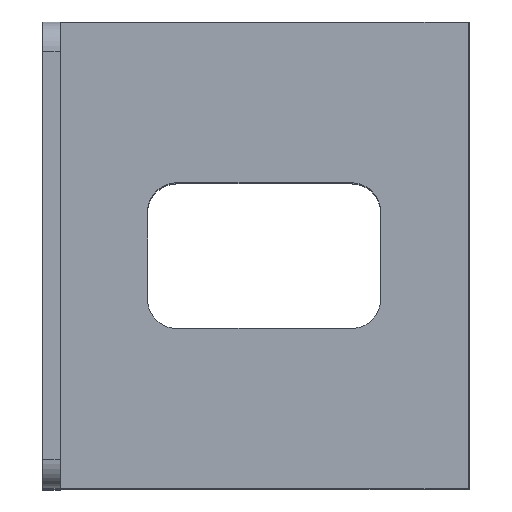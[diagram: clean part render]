
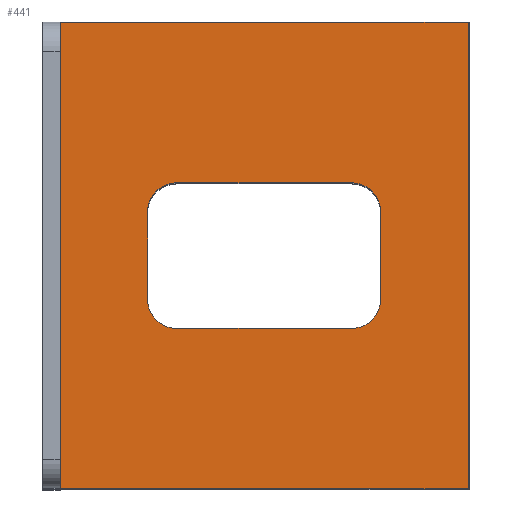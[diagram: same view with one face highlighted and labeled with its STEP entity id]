
A CAD part, top view. The second image highlights one B-rep face of the part: STEP entity #441.
In plain terms, the highlighted planar face has unit normal (0, 0, 1).
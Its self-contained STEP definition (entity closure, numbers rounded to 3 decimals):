
#9 = DIRECTION ( 'NONE',  ( 0., 0., 1. ) ) ;
#19 = CARTESIAN_POINT ( 'NONE',  ( -12.212, 50.481, -0.729 ) ) ;
#83 = CARTESIAN_POINT ( 'NONE',  ( -17.212, 30.481, -0.729 ) ) ;
#84 = ORIENTED_EDGE ( 'NONE', *, *, #832, .T. ) ;
#104 = VERTEX_POINT ( 'NONE', #2070 ) ;
#136 = AXIS2_PLACEMENT_3D ( 'NONE', #1743, #1337, #2551 ) ;
#137 = EDGE_CURVE ( 'NONE', #281, #669, #904, .T. ) ;
#144 = FACE_BOUND ( 'NONE', #1239, .T. ) ;
#187 = ORIENTED_EDGE ( 'NONE', *, *, #137, .F. ) ;
#188 = AXIS2_PLACEMENT_3D ( 'NONE', #1824, #9, #661 ) ;
#192 = EDGE_CURVE ( 'NONE', #2558, #104, #1858, .T. ) ;
#253 = ORIENTED_EDGE ( 'NONE', *, *, #1286, .F. ) ;
#260 = CARTESIAN_POINT ( 'NONE',  ( -12.212, 50.481, -0.729 ) ) ;
#281 = VERTEX_POINT ( 'NONE', #1648 ) ;
#286 = VERTEX_POINT ( 'NONE', #83 ) ;
#318 = VERTEX_POINT ( 'NONE', #688 ) ;
#376 = CARTESIAN_POINT ( 'NONE',  ( -52.212, 35.481, -0.729 ) ) ;
#387 = DIRECTION ( 'NONE',  ( 1., 0., 0. ) ) ;
#402 = LINE ( 'NONE', #2543, #2359 ) ;
#419 = CARTESIAN_POINT ( 'NONE',  ( -67.212, 3.041, -0.729 ) ) ;
#437 = LINE ( 'NONE', #2495, #1036 ) ;
#441 = ADVANCED_FACE ( 'NONE', ( #1145, #144 ), #1762, .T. ) ;
#442 = EDGE_CURVE ( 'NONE', #1463, #281, #2161, .T. ) ;
#455 = ORIENTED_EDGE ( 'NONE', *, *, #1934, .F. ) ;
#476 = VERTEX_POINT ( 'NONE', #522 ) ;
#515 = VECTOR ( 'NONE', #573, 1000. ) ;
#522 = CARTESIAN_POINT ( 'NONE',  ( -12.212, 35.481, -0.729 ) ) ;
#524 = CARTESIAN_POINT ( 'NONE',  ( -17.212, 50.481, -0.729 ) ) ;
#557 = VECTOR ( 'NONE', #2314, 1000. ) ;
#573 = DIRECTION ( 'NONE',  ( 0., -1., 0. ) ) ;
#574 = CARTESIAN_POINT ( 'NONE',  ( -52.212, 50.481, -0.729 ) ) ;
#639 = DIRECTION ( 'NONE',  ( 1., 0., 0. ) ) ;
#641 = ORIENTED_EDGE ( 'NONE', *, *, #2570, .T. ) ;
#661 = DIRECTION ( 'NONE',  ( 1., 0., 0. ) ) ;
#665 = ORIENTED_EDGE ( 'NONE', *, *, #792, .F. ) ;
#669 = VERTEX_POINT ( 'NONE', #1990 ) ;
#688 = CARTESIAN_POINT ( 'NONE',  ( 2.788, 82.981, -0.729 ) ) ;
#716 = LINE ( 'NONE', #781, #2279 ) ;
#717 = CARTESIAN_POINT ( 'NONE',  ( -67.212, 2.981, -0.729 ) ) ;
#726 = DIRECTION ( 'NONE',  ( -1., 0., 0. ) ) ;
#729 = DIRECTION ( 'NONE',  ( 1., 0., 0. ) ) ;
#739 = VECTOR ( 'NONE', #726, 1000. ) ;
#781 = CARTESIAN_POINT ( 'NONE',  ( -67.212, 2.981, -0.729 ) ) ;
#792 = EDGE_CURVE ( 'NONE', #476, #1644, #2480, .T. ) ;
#832 = EDGE_CURVE ( 'NONE', #1369, #2408, #437, .T. ) ;
#858 = AXIS2_PLACEMENT_3D ( 'NONE', #524, #1941, #729 ) ;
#871 = CARTESIAN_POINT ( 'NONE',  ( 2.788, 82.981, -0.729 ) ) ;
#904 = CIRCLE ( 'NONE', #2280, 5. ) ;
#924 = CARTESIAN_POINT ( 'NONE',  ( -17.212, 35.481, -0.729 ) ) ;
#938 = ORIENTED_EDGE ( 'NONE', *, *, #2219, .T. ) ;
#1036 = VECTOR ( 'NONE', #2098, 1000. ) ;
#1043 = ORIENTED_EDGE ( 'NONE', *, *, #192, .F. ) ;
#1049 = ORIENTED_EDGE ( 'NONE', *, *, #1078, .T. ) ;
#1078 = EDGE_CURVE ( 'NONE', #318, #1349, #402, .T. ) ;
#1114 = LINE ( 'NONE', #1996, #515 ) ;
#1129 = DIRECTION ( 'NONE',  ( 1., 0., 0. ) ) ;
#1145 = FACE_OUTER_BOUND ( 'NONE', #2376, .T. ) ;
#1239 = EDGE_LOOP ( 'NONE', ( #1885, #455, #665, #1458, #253, #1043, #2227, #187 ) ) ;
#1286 = EDGE_CURVE ( 'NONE', #104, #286, #1379, .T. ) ;
#1314 = VECTOR ( 'NONE', #387, 1000. ) ;
#1337 = DIRECTION ( 'NONE',  ( 0., 0., 1. ) ) ;
#1349 = VERTEX_POINT ( 'NONE', #2231 ) ;
#1369 = VERTEX_POINT ( 'NONE', #419 ) ;
#1379 = LINE ( 'NONE', #1402, #1314 ) ;
#1402 = CARTESIAN_POINT ( 'NONE',  ( -47.212, 30.481, -0.729 ) ) ;
#1458 = ORIENTED_EDGE ( 'NONE', *, *, #2421, .F. ) ;
#1463 = VERTEX_POINT ( 'NONE', #2168 ) ;
#1507 = CIRCLE ( 'NONE', #858, 5. ) ;
#1539 = EDGE_CURVE ( 'NONE', #669, #2558, #2395, .T. ) ;
#1572 = EDGE_CURVE ( 'NONE', #2408, #1753, #716, .T. ) ;
#1603 = DIRECTION ( 'NONE',  ( 1., 0., 0. ) ) ;
#1644 = VERTEX_POINT ( 'NONE', #19 ) ;
#1648 = CARTESIAN_POINT ( 'NONE',  ( -47.212, 55.481, -0.729 ) ) ;
#1743 = CARTESIAN_POINT ( 'NONE',  ( 0., 0., -0.729 ) ) ;
#1753 = VERTEX_POINT ( 'NONE', #1938 ) ;
#1762 = PLANE ( 'NONE',  #136 ) ;
#1824 = CARTESIAN_POINT ( 'NONE',  ( -47.212, 35.481, -0.729 ) ) ;
#1858 = CIRCLE ( 'NONE', #188, 5. ) ;
#1864 = VECTOR ( 'NONE', #2601, 1000. ) ;
#1885 = ORIENTED_EDGE ( 'NONE', *, *, #442, .F. ) ;
#1886 = LINE ( 'NONE', #871, #2427 ) ;
#1934 = EDGE_CURVE ( 'NONE', #1644, #1463, #1507, .T. ) ;
#1938 = CARTESIAN_POINT ( 'NONE',  ( 2.788, 2.981, -0.729 ) ) ;
#1939 = DIRECTION ( 'NONE',  ( -1., 0., 0. ) ) ;
#1941 = DIRECTION ( 'NONE',  ( 0., 0., 1. ) ) ;
#1969 = ORIENTED_EDGE ( 'NONE', *, *, #1572, .T. ) ;
#1990 = CARTESIAN_POINT ( 'NONE',  ( -52.212, 50.481, -0.729 ) ) ;
#1996 = CARTESIAN_POINT ( 'NONE',  ( -67.212, 82.981, -0.729 ) ) ;
#2055 = DIRECTION ( 'NONE',  ( 0., 0., 1. ) ) ;
#2070 = CARTESIAN_POINT ( 'NONE',  ( -47.212, 30.481, -0.729 ) ) ;
#2098 = DIRECTION ( 'NONE',  ( 0., -1., 0. ) ) ;
#2146 = CARTESIAN_POINT ( 'NONE',  ( -17.212, 55.481, -0.729 ) ) ;
#2161 = LINE ( 'NONE', #2146, #739 ) ;
#2168 = CARTESIAN_POINT ( 'NONE',  ( -17.212, 55.481, -0.729 ) ) ;
#2219 = EDGE_CURVE ( 'NONE', #1753, #318, #1886, .T. ) ;
#2227 = ORIENTED_EDGE ( 'NONE', *, *, #1539, .F. ) ;
#2231 = CARTESIAN_POINT ( 'NONE',  ( -67.212, 82.981, -0.729 ) ) ;
#2279 = VECTOR ( 'NONE', #1603, 1000. ) ;
#2280 = AXIS2_PLACEMENT_3D ( 'NONE', #2470, #2055, #639 ) ;
#2295 = DIRECTION ( 'NONE',  ( 0., 1., 0. ) ) ;
#2314 = DIRECTION ( 'NONE',  ( 0., 1., 0. ) ) ;
#2345 = DIRECTION ( 'NONE',  ( 0., 0., 1. ) ) ;
#2359 = VECTOR ( 'NONE', #1939, 1000. ) ;
#2376 = EDGE_LOOP ( 'NONE', ( #938, #1049, #641, #84, #1969 ) ) ;
#2395 = LINE ( 'NONE', #574, #1864 ) ;
#2408 = VERTEX_POINT ( 'NONE', #717 ) ;
#2421 = EDGE_CURVE ( 'NONE', #286, #476, #2581, .T. ) ;
#2427 = VECTOR ( 'NONE', #2295, 1000. ) ;
#2434 = AXIS2_PLACEMENT_3D ( 'NONE', #924, #2345, #1129 ) ;
#2470 = CARTESIAN_POINT ( 'NONE',  ( -47.212, 50.481, -0.729 ) ) ;
#2480 = LINE ( 'NONE', #260, #557 ) ;
#2495 = CARTESIAN_POINT ( 'NONE',  ( -67.212, 82.981, -0.729 ) ) ;
#2543 = CARTESIAN_POINT ( 'NONE',  ( 2.788, 82.981, -0.729 ) ) ;
#2551 = DIRECTION ( 'NONE',  ( 1., 0., 0. ) ) ;
#2558 = VERTEX_POINT ( 'NONE', #376 ) ;
#2570 = EDGE_CURVE ( 'NONE', #1349, #1369, #1114, .T. ) ;
#2581 = CIRCLE ( 'NONE', #2434, 5. ) ;
#2601 = DIRECTION ( 'NONE',  ( 0., -1., 0. ) ) ;
